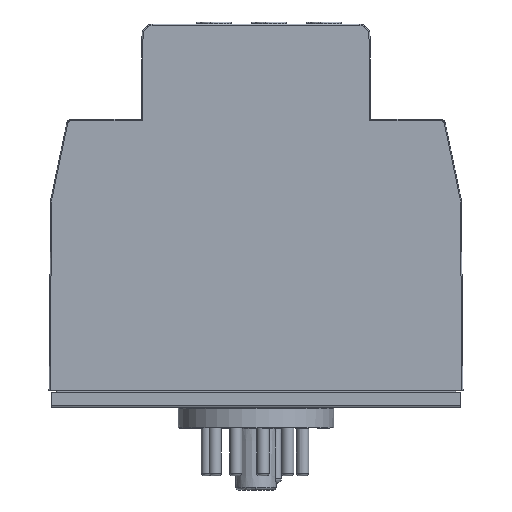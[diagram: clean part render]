
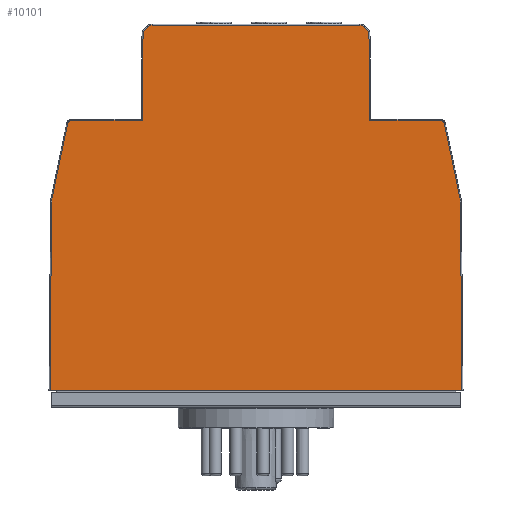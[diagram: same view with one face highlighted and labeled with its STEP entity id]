
A CAD part, left-side view. The second image highlights one B-rep face of the part: STEP entity #10101.
In plain terms, the highlighted planar face has unit normal (-1, 0, 0).
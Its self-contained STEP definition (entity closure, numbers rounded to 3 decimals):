
#1109=FACE_OUTER_BOUND('',#1698,.T.);
#1698=EDGE_LOOP('',(#7484,#7485,#7486,#7487,#7488,#7489,#7490,#7491,#7492,
#7493,#7494,#7495,#7496,#7497,#7498,#7499,#7500,#7501));
#2306=CIRCLE('',#10801,0.8);
#2307=CIRCLE('',#10802,4.8);
#2308=CIRCLE('',#10803,4.8);
#2309=CIRCLE('',#10804,0.8);
#2310=CIRCLE('',#10805,1.3);
#2311=CIRCLE('',#10806,1.3);
#2761=LINE('',#15201,#3639);
#2762=LINE('',#15203,#3640);
#2763=LINE('',#15207,#3641);
#2764=LINE('',#15211,#3642);
#2765=LINE('',#15213,#3643);
#2766=LINE('',#15215,#3644);
#2767=LINE('',#15219,#3645);
#2768=LINE('',#15223,#3646);
#2769=LINE('',#15225,#3647);
#2770=LINE('',#15227,#3648);
#2771=LINE('',#15231,#3649);
#2772=LINE('',#15234,#3650);
#3639=VECTOR('',#12236,1.);
#3640=VECTOR('',#12237,1.);
#3641=VECTOR('',#12240,1.);
#3642=VECTOR('',#12243,1.);
#3643=VECTOR('',#12244,1.);
#3644=VECTOR('',#12245,1.);
#3645=VECTOR('',#12248,1.);
#3646=VECTOR('',#12251,1.);
#3647=VECTOR('',#12252,1.);
#3648=VECTOR('',#12253,1.);
#3649=VECTOR('',#12256,1.);
#3650=VECTOR('',#12259,1.);
#4528=VERTEX_POINT('',#15199);
#4529=VERTEX_POINT('',#15200);
#4530=VERTEX_POINT('',#15202);
#4531=VERTEX_POINT('',#15204);
#4532=VERTEX_POINT('',#15206);
#4533=VERTEX_POINT('',#15208);
#4534=VERTEX_POINT('',#15210);
#4535=VERTEX_POINT('',#15212);
#4536=VERTEX_POINT('',#15214);
#4537=VERTEX_POINT('',#15216);
#4538=VERTEX_POINT('',#15218);
#4539=VERTEX_POINT('',#15220);
#4540=VERTEX_POINT('',#15222);
#4541=VERTEX_POINT('',#15224);
#4542=VERTEX_POINT('',#15226);
#4543=VERTEX_POINT('',#15228);
#4544=VERTEX_POINT('',#15230);
#4545=VERTEX_POINT('',#15232);
#5634=EDGE_CURVE('',#4528,#4529,#2761,.T.);
#5635=EDGE_CURVE('',#4530,#4528,#2762,.T.);
#5636=EDGE_CURVE('',#4531,#4530,#2306,.T.);
#5637=EDGE_CURVE('',#4532,#4531,#2763,.T.);
#5638=EDGE_CURVE('',#4533,#4532,#2307,.T.);
#5639=EDGE_CURVE('',#4534,#4533,#2764,.T.);
#5640=EDGE_CURVE('',#4534,#4535,#2765,.T.);
#5641=EDGE_CURVE('',#4536,#4535,#2766,.T.);
#5642=EDGE_CURVE('',#4537,#4536,#2308,.T.);
#5643=EDGE_CURVE('',#4538,#4537,#2767,.T.);
#5644=EDGE_CURVE('',#4539,#4538,#2309,.T.);
#5645=EDGE_CURVE('',#4540,#4539,#2768,.T.);
#5646=EDGE_CURVE('',#4541,#4540,#2769,.T.);
#5647=EDGE_CURVE('',#4542,#4541,#2770,.T.);
#5648=EDGE_CURVE('',#4543,#4542,#2310,.T.);
#5649=EDGE_CURVE('',#4544,#4543,#2771,.T.);
#5650=EDGE_CURVE('',#4545,#4544,#2311,.T.);
#5651=EDGE_CURVE('',#4529,#4545,#2772,.T.);
#7484=ORIENTED_EDGE('',*,*,#5634,.F.);
#7485=ORIENTED_EDGE('',*,*,#5635,.F.);
#7486=ORIENTED_EDGE('',*,*,#5636,.F.);
#7487=ORIENTED_EDGE('',*,*,#5637,.F.);
#7488=ORIENTED_EDGE('',*,*,#5638,.F.);
#7489=ORIENTED_EDGE('',*,*,#5639,.F.);
#7490=ORIENTED_EDGE('',*,*,#5640,.T.);
#7491=ORIENTED_EDGE('',*,*,#5641,.F.);
#7492=ORIENTED_EDGE('',*,*,#5642,.F.);
#7493=ORIENTED_EDGE('',*,*,#5643,.F.);
#7494=ORIENTED_EDGE('',*,*,#5644,.F.);
#7495=ORIENTED_EDGE('',*,*,#5645,.F.);
#7496=ORIENTED_EDGE('',*,*,#5646,.F.);
#7497=ORIENTED_EDGE('',*,*,#5647,.F.);
#7498=ORIENTED_EDGE('',*,*,#5648,.F.);
#7499=ORIENTED_EDGE('',*,*,#5649,.F.);
#7500=ORIENTED_EDGE('',*,*,#5650,.F.);
#7501=ORIENTED_EDGE('',*,*,#5651,.F.);
#9781=PLANE('',#10800);
#10101=ADVANCED_FACE('',(#1109),#9781,.F.);
#10800=AXIS2_PLACEMENT_3D('',#15198,#12234,#12235);
#10801=AXIS2_PLACEMENT_3D('',#15205,#12238,#12239);
#10802=AXIS2_PLACEMENT_3D('',#15209,#12241,#12242);
#10803=AXIS2_PLACEMENT_3D('',#15217,#12246,#12247);
#10804=AXIS2_PLACEMENT_3D('',#15221,#12249,#12250);
#10805=AXIS2_PLACEMENT_3D('',#15229,#12254,#12255);
#10806=AXIS2_PLACEMENT_3D('',#15233,#12257,#12258);
#12234=DIRECTION('center_axis',(1.,0.,0.));
#12235=DIRECTION('ref_axis',(0.,0.,1.));
#12236=DIRECTION('',(0.,-0.009,1.));
#12237=DIRECTION('',(0.,-1.,0.));
#12238=DIRECTION('center_axis',(1.,0.,0.));
#12239=DIRECTION('ref_axis',(0.,0.679,0.734));
#12240=DIRECTION('',(0.,-0.205,0.979));
#12241=DIRECTION('center_axis',(1.,0.,0.));
#12242=DIRECTION('ref_axis',(0.,0.994,0.107));
#12243=DIRECTION('',(0.,-0.009,1.));
#12244=DIRECTION('',(0.,-1.,0.));
#12245=DIRECTION('',(0.,-0.009,-1.));
#12246=DIRECTION('center_axis',(1.,0.,0.));
#12247=DIRECTION('ref_axis',(0.,-0.994,0.107));
#12248=DIRECTION('',(0.,-0.205,-0.979));
#12249=DIRECTION('center_axis',(1.,0.,0.));
#12250=DIRECTION('ref_axis',(0.,-0.679,0.734));
#12251=DIRECTION('',(0.,-1.,0.));
#12252=DIRECTION('',(0.,-0.009,-1.));
#12253=DIRECTION('',(0.,-0.707,-0.707));
#12254=DIRECTION('center_axis',(1.,0.,0.));
#12255=DIRECTION('ref_axis',(0.,-0.383,0.924));
#12256=DIRECTION('',(0.,-1.,0.));
#12257=DIRECTION('center_axis',(1.,0.,0.));
#12258=DIRECTION('ref_axis',(0.,0.383,0.924));
#12259=DIRECTION('',(0.,-0.707,0.707));
#15198=CARTESIAN_POINT('Origin',(-17.75,-0.003,61.288));
#15199=CARTESIAN_POINT('',(-17.75,22.298,72.5));
#15200=CARTESIAN_POINT('',(-17.75,22.146,89.968));
#15201=CARTESIAN_POINT('',(-17.75,22.298,72.5));
#15202=CARTESIAN_POINT('',(-17.75,36.172,72.5));
#15203=CARTESIAN_POINT('',(-17.75,36.172,72.5));
#15204=CARTESIAN_POINT('',(-17.75,36.97,71.751));
#15205=CARTESIAN_POINT('Origin',(-17.75,36.172,71.7));
#15206=CARTESIAN_POINT('',(-17.75,39.975,57.368));
#15207=CARTESIAN_POINT('',(-17.75,39.975,57.368));
#15208=CARTESIAN_POINT('',(-17.75,40.076,56.428));
#15209=CARTESIAN_POINT('Origin',(-17.75,35.277,56.386));
#15210=CARTESIAN_POINT('',(-17.75,40.399,19.5));
#15211=CARTESIAN_POINT('',(-17.75,40.244,37.2));
#15212=CARTESIAN_POINT('',(-17.75,-40.405,19.5));
#15213=CARTESIAN_POINT('',(-17.75,-0.003,19.5));
#15214=CARTESIAN_POINT('',(-17.75,-40.083,56.428));
#15215=CARTESIAN_POINT('',(-17.75,-40.083,56.428));
#15216=CARTESIAN_POINT('',(-17.75,-39.982,57.368));
#15217=CARTESIAN_POINT('Origin',(-17.75,-35.283,56.386));
#15218=CARTESIAN_POINT('',(-17.75,-36.977,71.751));
#15219=CARTESIAN_POINT('',(-17.75,-36.977,71.751));
#15220=CARTESIAN_POINT('',(-17.75,-36.179,72.5));
#15221=CARTESIAN_POINT('Origin',(-17.75,-36.179,71.7));
#15222=CARTESIAN_POINT('',(-17.75,-22.305,72.5));
#15223=CARTESIAN_POINT('',(-17.75,-22.305,72.5));
#15224=CARTESIAN_POINT('',(-17.75,-22.153,89.968));
#15225=CARTESIAN_POINT('',(-17.75,-22.153,89.968));
#15226=CARTESIAN_POINT('',(-17.75,-21.313,90.808));
#15227=CARTESIAN_POINT('',(-17.75,-21.313,90.808));
#15228=CARTESIAN_POINT('',(-17.75,-20.394,91.188));
#15229=CARTESIAN_POINT('Origin',(-17.75,-20.394,89.888));
#15230=CARTESIAN_POINT('',(-17.75,20.387,91.188));
#15231=CARTESIAN_POINT('',(-17.75,20.387,91.188));
#15232=CARTESIAN_POINT('',(-17.75,21.306,90.808));
#15233=CARTESIAN_POINT('Origin',(-17.75,20.387,89.888));
#15234=CARTESIAN_POINT('',(-17.75,22.146,89.968));
